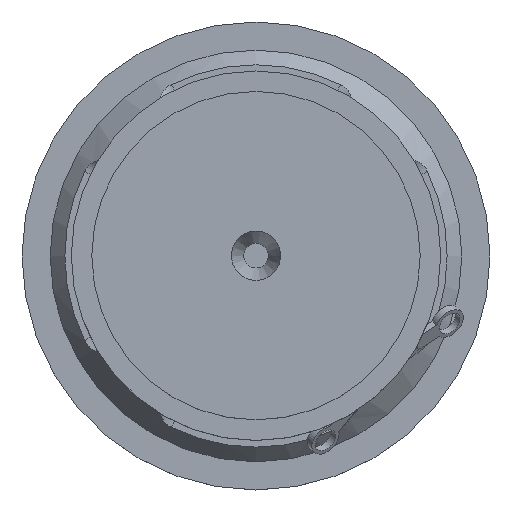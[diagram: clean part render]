
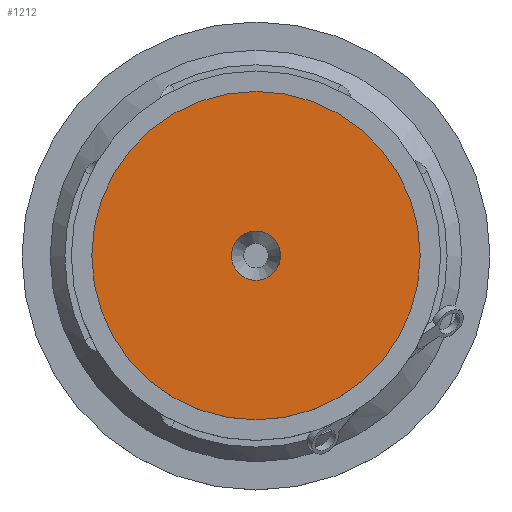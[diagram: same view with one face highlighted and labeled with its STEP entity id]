
A CAD part, top view. The second image highlights one B-rep face of the part: STEP entity #1212.
In plain terms, the highlighted planar face has unit normal (0, 0, 1).
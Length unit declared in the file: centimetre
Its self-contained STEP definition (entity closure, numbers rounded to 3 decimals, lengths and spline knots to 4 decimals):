
#337=PLANE('',#1287);
#373=VERTEX_POINT('',#1422);
#374=VERTEX_POINT('',#1425);
#484=CIRCLE('',#1286,0.3);
#485=CIRCLE('',#1288,2.);
#537=EDGE_CURVE('',#373,#373,#484,.T.);
#538=EDGE_CURVE('',#374,#374,#485,.T.);
#693=ORIENTED_EDGE('',*,*,#538,.F.);
#694=ORIENTED_EDGE('',*,*,#537,.F.);
#1005=EDGE_LOOP('',(#693));
#1006=EDGE_LOOP('',(#694));
#1109=FACE_BOUND('',#1005,.T.);
#1110=FACE_BOUND('',#1006,.T.);
#1212=ADVANCED_FACE('',(#1109,#1110),#337,.T.);
#1286=AXIS2_PLACEMENT_3D('',#1421,#2937,#2938);
#1287=AXIS2_PLACEMENT_3D('',#1423,#2939,$);
#1288=AXIS2_PLACEMENT_3D('',#1424,#2940,#2941);
#1421=CARTESIAN_POINT('',(0.,0.,1.0075));
#1422=CARTESIAN_POINT('',(0.3,0.,1.0075));
#1423=CARTESIAN_POINT('',(0.,0.,1.0075));
#1424=CARTESIAN_POINT('',(0.,0.,1.0075));
#1425=CARTESIAN_POINT('',(2.,0.,1.0075));
#2937=DIRECTION('',(0.,0.,1.));
#2938=DIRECTION('',(-0.3,0.,0.));
#2939=DIRECTION('',(0.,0.,1.));
#2940=DIRECTION('',(0.,0.,-1.));
#2941=DIRECTION('',(2.,0.,0.));
